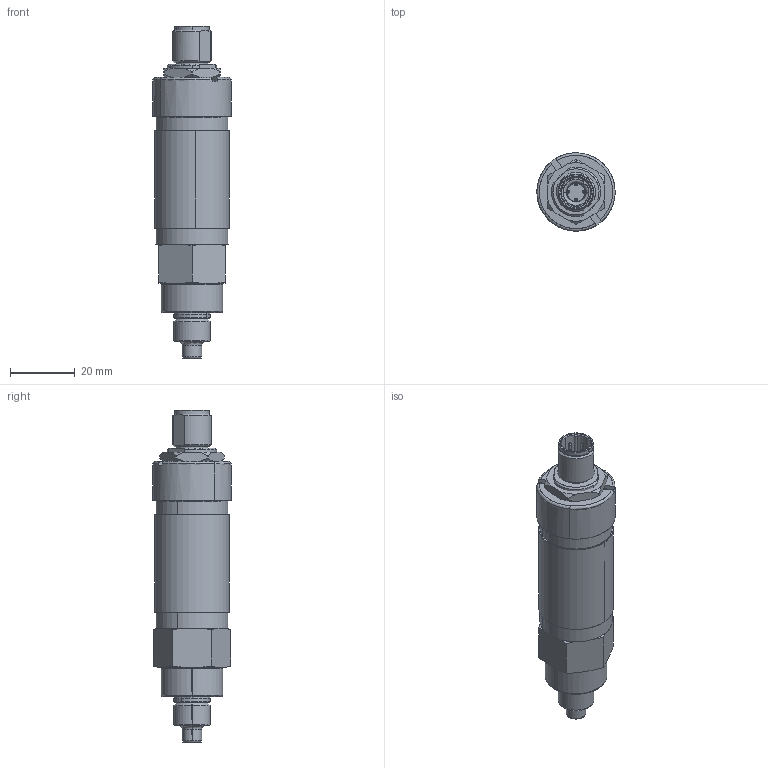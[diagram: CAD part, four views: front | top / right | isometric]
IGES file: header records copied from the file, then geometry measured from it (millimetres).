
Start section: SolidWorks IGES file using analytic representation for surfaces
Global section: file name: ECA'FT9952-05 TP125-MA-S.IGS; native system: SolidWorks 2022; preprocessor: SolidWorks 2022; author: afp; date: 230717.130302; units: millimetre
Bounding box: 24.09 x 24.08 x 102.25 mm (x, y, z)
Surface area: 12415.3 mm2 (no closed solid volume)
Topology: 0 solids, 0 shells, 162 faces, 1736 edges, 1736 vertices
Faces by surface type: revolution 95, bspline 67
